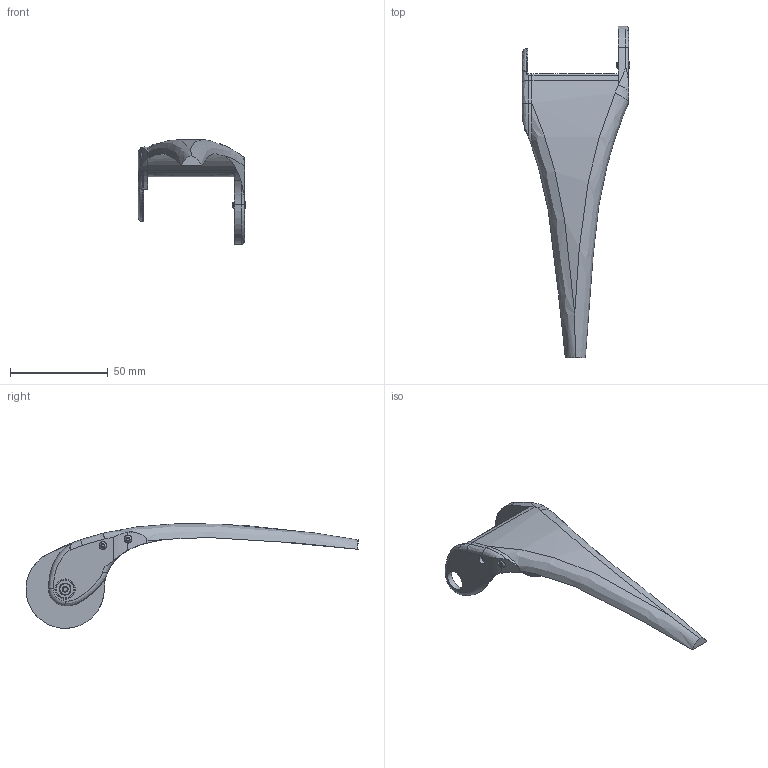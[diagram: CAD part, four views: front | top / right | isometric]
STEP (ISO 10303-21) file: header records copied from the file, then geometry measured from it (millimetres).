
FILE_DESCRIPTION(/* description */ (''),/* implementation_level */ '2;1');
FILE_NAME(/* name */ 'Tibia v7_DX.step',/* time_stamp */ '2020-10-15T11:35:08+02:00',/* author */ (''),/* organization */ (''),/* preprocessor_version */ 'ST-DEVELOPER v18.1',/* originating_system */ 'Autodesk Translation Framework v9.3.0.1241',/* authorisation */ '');
FILE_SCHEMA (('AUTOMOTIVE_DESIGN { 1 0 10303 214 3 1 1 }'));
Length unit declared in the file: millimetre
Products named in the file (3): Tibia; 97763A409; 97763A811
Assembly tree (3 placements, depth 2):
  Tibia
    97763A409  x2
    97763A811
Bounding box: 54.93 x 169.48 x 53.37 mm (x, y, z)
Volume: 40350.6 mm3; surface area: 17895.6 mm2
Topology: 6 solids, 6 shells, 449 faces, 1210 edges, 791 vertices
Faces by surface type: cylinder 207, plane 172, bspline 44, cone 21, sphere 3, torus 2
Full cylindrical faces by diameter (mm): 1.48 x50, 1.5 x16, 2 x48, 2.2 x3, 2.35 x10, 3 x10, 3.5 x2, 4 x2, 5.7 x1, 5.75 x1, 6.4 x1, 7.6 x1, 9 x1, 9.4 x1, 10.4 x1
Entity records: 19259 total; most frequent: CARTESIAN_POINT 10210, ORIENTED_EDGE 2036, DIRECTION 1620, EDGE_CURVE 1018, VERTEX_POINT 667, LINE 550, VECTOR 550, AXIS2_PLACEMENT_3D 535
